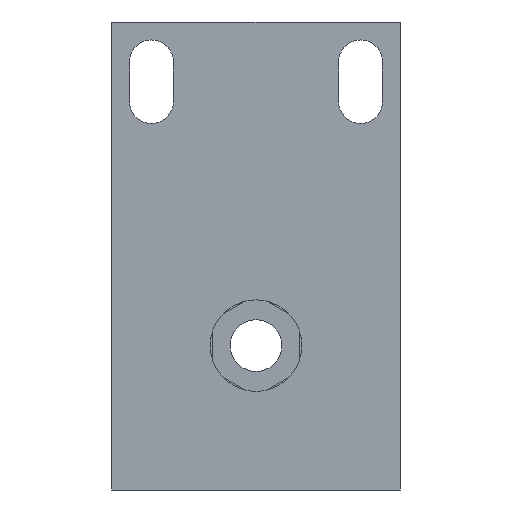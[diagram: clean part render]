
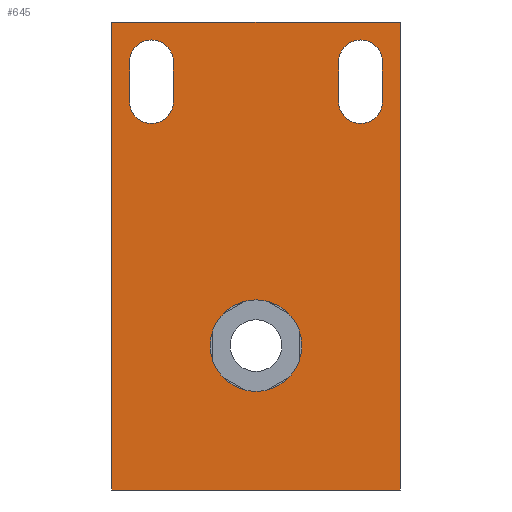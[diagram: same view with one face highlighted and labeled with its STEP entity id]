
A CAD part, front view. The second image highlights one B-rep face of the part: STEP entity #645.
In plain terms, the highlighted planar face has unit normal (0, -1, 0).
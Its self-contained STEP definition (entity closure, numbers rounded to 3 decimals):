
#23=FACE_BOUND('',#126,.T.);
#24=FACE_BOUND('',#127,.T.);
#25=FACE_BOUND('',#128,.T.);
#49=PLANE('',#701);
#83=FACE_OUTER_BOUND('',#125,.T.);
#125=EDGE_LOOP('',(#589,#590,#591,#592));
#126=EDGE_LOOP('',(#593));
#127=EDGE_LOOP('',(#594,#595,#596,#597));
#128=EDGE_LOOP('',(#598,#599,#600,#601));
#155=LINE('',#952,#222);
#160=LINE('',#968,#227);
#164=LINE('',#982,#231);
#168=LINE('',#989,#235);
#179=LINE('',#1024,#246);
#184=LINE('',#1034,#251);
#193=LINE('',#1053,#260);
#195=LINE('',#1056,#262);
#222=VECTOR('',#770,10.);
#227=VECTOR('',#789,10.);
#231=VECTOR('',#801,10.);
#235=VECTOR('',#807,10.);
#246=VECTOR('',#842,10.);
#251=VECTOR('',#849,10.);
#260=VECTOR('',#870,10.);
#262=VECTOR('',#874,10.);
#264=CIRCLE('',#650,4.6);
#271=CIRCLE('',#670,2.2);
#273=CIRCLE('',#673,2.2);
#275=CIRCLE('',#677,2.2);
#277=CIRCLE('',#682,2.2);
#284=VERTEX_POINT('',#883);
#307=VERTEX_POINT('',#949);
#308=VERTEX_POINT('',#951);
#310=VERTEX_POINT('',#957);
#312=VERTEX_POINT('',#963);
#315=VERTEX_POINT('',#973);
#316=VERTEX_POINT('',#975);
#318=VERTEX_POINT('',#981);
#320=VERTEX_POINT('',#987);
#331=VERTEX_POINT('',#1021);
#332=VERTEX_POINT('',#1023);
#335=VERTEX_POINT('',#1031);
#336=VERTEX_POINT('',#1033);
#343=EDGE_CURVE('',#284,#284,#264,.F.);
#374=EDGE_CURVE('',#308,#307,#155,.T.);
#377=EDGE_CURVE('',#310,#308,#271,.T.);
#381=EDGE_CURVE('',#307,#312,#273,.T.);
#383=EDGE_CURVE('',#312,#310,#160,.T.);
#386=EDGE_CURVE('',#316,#315,#275,.T.);
#389=EDGE_CURVE('',#318,#316,#164,.T.);
#393=EDGE_CURVE('',#315,#320,#168,.T.);
#395=EDGE_CURVE('',#320,#318,#277,.T.);
#410=EDGE_CURVE('',#332,#331,#179,.T.);
#415=EDGE_CURVE('',#336,#335,#184,.T.);
#425=EDGE_CURVE('',#335,#332,#193,.T.);
#427=EDGE_CURVE('',#331,#336,#195,.T.);
#589=ORIENTED_EDGE('',*,*,#427,.T.);
#590=ORIENTED_EDGE('',*,*,#415,.T.);
#591=ORIENTED_EDGE('',*,*,#425,.T.);
#592=ORIENTED_EDGE('',*,*,#410,.T.);
#593=ORIENTED_EDGE('',*,*,#343,.T.);
#594=ORIENTED_EDGE('',*,*,#374,.T.);
#595=ORIENTED_EDGE('',*,*,#381,.T.);
#596=ORIENTED_EDGE('',*,*,#383,.T.);
#597=ORIENTED_EDGE('',*,*,#377,.T.);
#598=ORIENTED_EDGE('',*,*,#386,.T.);
#599=ORIENTED_EDGE('',*,*,#393,.T.);
#600=ORIENTED_EDGE('',*,*,#395,.T.);
#601=ORIENTED_EDGE('',*,*,#389,.T.);
#645=ADVANCED_FACE('',(#83,#23,#24,#25),#49,.F.);
#650=AXIS2_PLACEMENT_3D('',#885,#709,#710);
#670=AXIS2_PLACEMENT_3D('',#958,#776,#777);
#673=AXIS2_PLACEMENT_3D('',#965,#784,#785);
#677=AXIS2_PLACEMENT_3D('',#976,#795,#796);
#682=AXIS2_PLACEMENT_3D('',#992,#812,#813);
#701=AXIS2_PLACEMENT_3D('',#1058,#877,#878);
#709=DIRECTION('center_axis',(0.,-1.,0.));
#710=DIRECTION('ref_axis',(1.,0.,0.));
#770=DIRECTION('',(0.,0.,1.));
#776=DIRECTION('center_axis',(0.,1.,0.));
#777=DIRECTION('ref_axis',(-1.,0.,0.));
#784=DIRECTION('center_axis',(0.,1.,0.));
#785=DIRECTION('ref_axis',(-1.,0.,0.));
#789=DIRECTION('',(0.,0.,-1.));
#795=DIRECTION('center_axis',(0.,1.,0.));
#796=DIRECTION('ref_axis',(-1.,0.,0.));
#801=DIRECTION('',(0.,0.,1.));
#807=DIRECTION('',(0.,0.,-1.));
#812=DIRECTION('center_axis',(0.,1.,0.));
#813=DIRECTION('ref_axis',(-1.,0.,0.));
#842=DIRECTION('',(0.,0.,1.));
#849=DIRECTION('',(0.,0.,-1.));
#870=DIRECTION('',(1.,0.,0.));
#874=DIRECTION('',(-1.,0.,0.));
#877=DIRECTION('center_axis',(0.,1.,0.));
#878=DIRECTION('ref_axis',(1.,0.,0.));
#883=CARTESIAN_POINT('',(-4.531,0.,-26.88));
#885=CARTESIAN_POINT('Origin',(0.069,0.,-26.88));
#949=CARTESIAN_POINT('',(8.369,0.,1.62));
#951=CARTESIAN_POINT('',(8.369,0.,-2.38));
#952=CARTESIAN_POINT('',(8.369,0.,-8.13));
#957=CARTESIAN_POINT('',(12.769,0.,-2.38));
#958=CARTESIAN_POINT('Origin',(10.569,0.,-2.38));
#963=CARTESIAN_POINT('',(12.769,0.,1.62));
#965=CARTESIAN_POINT('Origin',(10.569,0.,1.62));
#968=CARTESIAN_POINT('',(12.769,0.,-10.13));
#973=CARTESIAN_POINT('',(-8.231,0.,1.62));
#975=CARTESIAN_POINT('',(-12.631,0.,1.62));
#976=CARTESIAN_POINT('Origin',(-10.431,0.,1.62));
#981=CARTESIAN_POINT('',(-12.631,0.,-2.38));
#982=CARTESIAN_POINT('',(-12.631,0.,-8.13));
#987=CARTESIAN_POINT('',(-8.231,0.,-2.38));
#989=CARTESIAN_POINT('',(-8.231,0.,-10.13));
#992=CARTESIAN_POINT('Origin',(-10.431,0.,-2.38));
#1021=CARTESIAN_POINT('',(14.569,0.,5.62));
#1023=CARTESIAN_POINT('',(14.569,0.,-41.38));
#1024=CARTESIAN_POINT('',(14.569,0.,-41.38));
#1031=CARTESIAN_POINT('',(-14.431,0.,-41.38));
#1033=CARTESIAN_POINT('',(-14.431,0.,5.62));
#1034=CARTESIAN_POINT('',(-14.431,0.,5.62));
#1053=CARTESIAN_POINT('',(-14.431,0.,-41.38));
#1056=CARTESIAN_POINT('',(14.569,0.,5.62));
#1058=CARTESIAN_POINT('Origin',(0.069,0.,-17.88));
